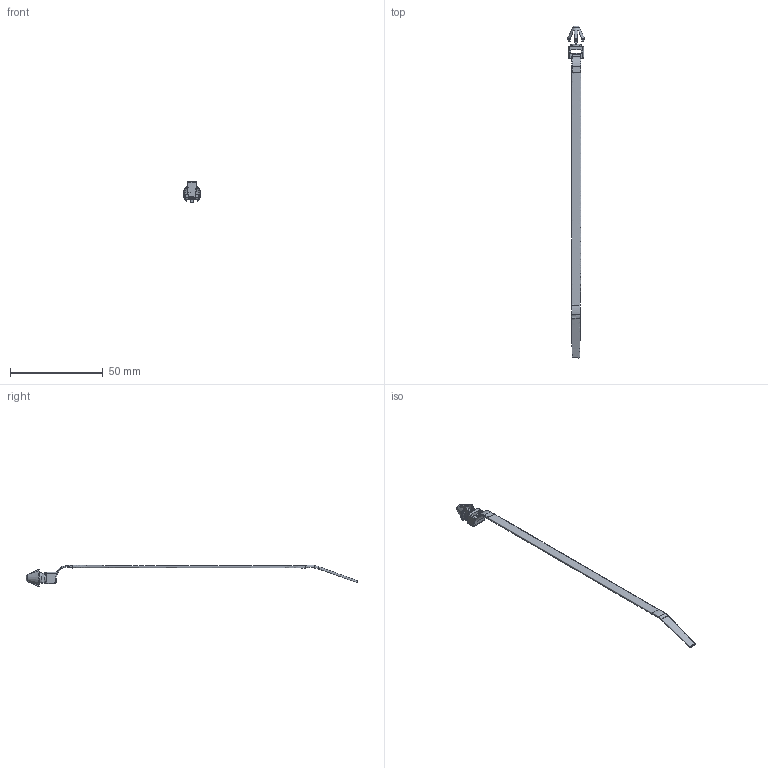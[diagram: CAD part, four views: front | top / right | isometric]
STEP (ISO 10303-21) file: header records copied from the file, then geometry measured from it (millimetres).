
FILE_DESCRIPTION(/* description */ (''),/* implementation_level */ '2;1');
FILE_NAME(/* name */ 'PLUP40SE.stp',/* time_stamp */ '2024-01-09T14:37:28-06:00',/* author */ (''),/* organization */ (''),/* preprocessor_version */ 'ST-DEVELOPER v16.7',/* originating_system */ 'SIEMENS PLM Software NX 1926',/* authorisation */ '');
FILE_SCHEMA (('AP203_CONFIGURATION_CONTROLLED_3D_DESIGN_OF_MECHANICAL_PARTS_AND_ASSEMBLIES_MIM_LF { 1 0 10303 403 2 1 2}'));
Length unit declared in the file: inch
Products named in the file (1): 00162NDC_00-Old Wireframe
Bounding box: 9.64 x 178.87 x 11.84 mm (x, y, z)
Volume: 1124.4 mm3; surface area: 2680.6 mm2
Topology: 7 solids, 7 shells, 134 faces, 318 edges, 192 vertices
Faces by surface type: plane 54, cylinder 40, torus 18, bspline 14, sphere 4, revolution 3, cone 1
Full cylindrical faces by diameter (mm): 1.53 x1, 6.091 x1
Entity records: 12214 total; most frequent: CARTESIAN_POINT 9240, ORIENTED_EDGE 590, DIRECTION 562, EDGE_CURVE 295, AXIS2_PLACEMENT_3D 219, VERTEX_POINT 188, EDGE_LOOP 149, ADVANCED_FACE 134
